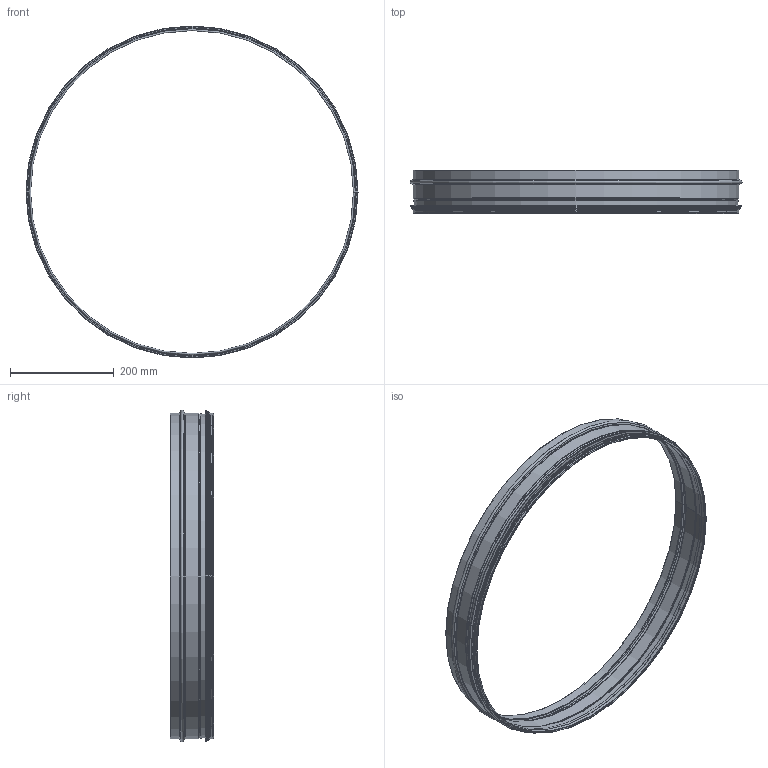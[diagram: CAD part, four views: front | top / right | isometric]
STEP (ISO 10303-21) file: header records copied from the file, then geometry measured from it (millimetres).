
FILE_DESCRIPTION(/* description */ ('Stos Stoppsick och G-Ring'),/* implementation_level */ '2;1');
FILE_NAME(/* name */ 'CM10011.stp',/* time_stamp */ '2017-04-12T06:42:31-07:00',/* author */ ('Maria'),/* organization */ (''),/* preprocessor_version */ 'ST-DEVELOPER v16.5',/* originating_system */ 'Autodesk Inventor 2017',/* authorisation */ '');
FILE_SCHEMA (('AUTOMOTIVE_DESIGN { 1 0 10303 214 3 1 1 }'));
Length unit declared in the file: millimetre
Products named in the file (3): HSG-630; HSGRörämne-630; 999011
Assembly tree (2 placements, depth 2):
  HSG-630
    HSGRörämne-630
    999011
Bounding box: 640.7 x 83 x 640.7 mm (x, y, z)
Volume: 162521.4 mm3; surface area: 484199.2 mm2
Topology: 2 solids, 2 shells, 81 faces, 157 edges, 83 vertices
Faces by surface type: plane 37, torus 20, cylinder 14, cone 10
Full cylindrical faces by diameter (mm): 622.9 x1, 623.9 x1, 625.1 x1, 627.7 x6, 628.7 x3, 634.1 x1, 639.1 x1
Entity records: 2115 total; most frequent: DIRECTION 394, CARTESIAN_POINT 312, ORIENTED_EDGE 286, AXIS2_PLACEMENT_3D 165, EDGE_CURVE 143, EDGE_LOOP 100, VERTEX_POINT 83, STYLED_ITEM 83
